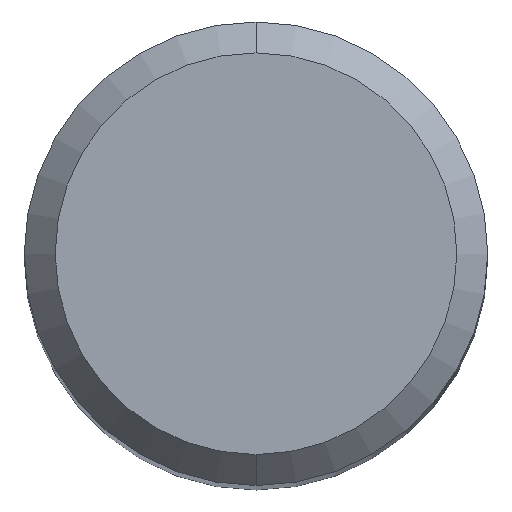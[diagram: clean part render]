
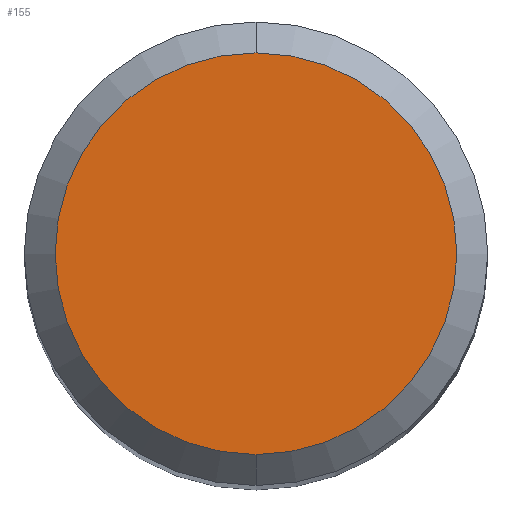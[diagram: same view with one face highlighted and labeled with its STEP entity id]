
A CAD part, top view. The second image highlights one B-rep face of the part: STEP entity #155.
In plain terms, the highlighted planar face has unit normal (0, 0, 1).
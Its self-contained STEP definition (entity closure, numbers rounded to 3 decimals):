
#99=EDGE_CURVE('',#127,#185,#250,.T.);
#127=VERTEX_POINT('',#280);
#155=ADVANCED_FACE('',(#313),#314,.T.);
#169=EDGE_CURVE('',#185,#127,#329,.T.);
#185=VERTEX_POINT('',#347);
#250=CIRCLE('',#411,2.6);
#280=CARTESIAN_POINT('',(0.,-2.6,0.0));
#313=FACE_OUTER_BOUND('',#497,.T.);
#314=PLANE('',#498);
#329=CIRCLE('',#516,2.6);
#347=CARTESIAN_POINT('',(0.0,2.6,0.0));
#411=AXIS2_PLACEMENT_3D('',#601,#602,#603);
#497=EDGE_LOOP('',(#687,#688));
#498=AXIS2_PLACEMENT_3D('',#689,#690,#691);
#516=AXIS2_PLACEMENT_3D('',#705,#706,#707);
#601=CARTESIAN_POINT('',(0.0,0.0,0.0));
#602=DIRECTION('',(0.0,0.0,-1.0));
#603=DIRECTION('',(0.0,1.0,0.0));
#687=ORIENTED_EDGE('',*,*,#169,.F.);
#688=ORIENTED_EDGE('',*,*,#99,.F.);
#689=CARTESIAN_POINT('',(0.0,1.3,0.0));
#690=DIRECTION('',(-0.0,0.0,1.0));
#691=DIRECTION('',(0.0,-1.0,0.0));
#705=CARTESIAN_POINT('',(0.0,0.0,0.0));
#706=DIRECTION('',(0.0,0.0,-1.0));
#707=DIRECTION('',(0.0,1.0,0.0));
